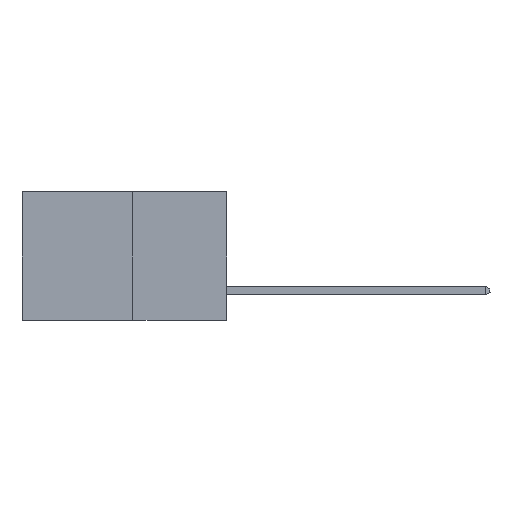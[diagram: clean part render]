
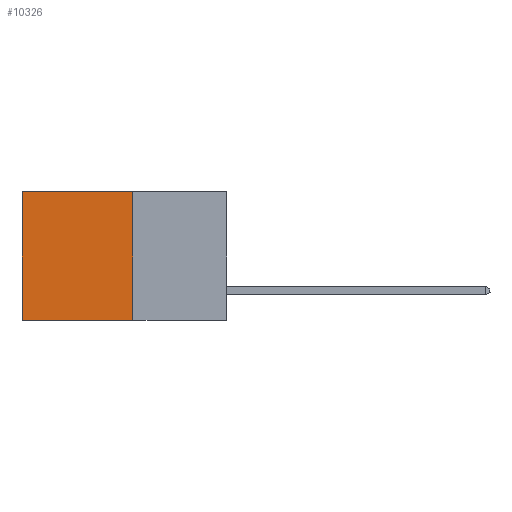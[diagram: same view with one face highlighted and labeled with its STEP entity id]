
A CAD part, left-side view. The second image highlights one B-rep face of the part: STEP entity #10326.
In plain terms, the highlighted planar face has unit normal (-1, 0, 0).
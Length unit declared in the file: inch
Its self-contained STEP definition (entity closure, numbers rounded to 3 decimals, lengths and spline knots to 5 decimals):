
#222 = CARTESIAN_POINT ( 'NONE',  ( 0.277, 0.27, -0.37 ) ) ;
#296 = LINE ( 'NONE', #7569, #10209 ) ;
#632 = CARTESIAN_POINT ( 'NONE',  ( 0.277, 0.27, -0.37 ) ) ;
#673 = DIRECTION ( 'NONE',  ( 0., 0., -1. ) ) ;
#1162 = VECTOR ( 'NONE', #673, 39.37008 ) ;
#1645 = DIRECTION ( 'NONE',  ( 0., 0., -1. ) ) ;
#2003 = CARTESIAN_POINT ( 'NONE',  ( 0.277, 0.27, 0. ) ) ;
#2072 = EDGE_CURVE ( 'NONE', #10480, #11801, #7942, .T. ) ;
#2226 = EDGE_CURVE ( 'NONE', #11801, #12251, #296, .T. ) ;
#2544 = ORIENTED_EDGE ( 'NONE', *, *, #5090, .T. ) ;
#2896 = CARTESIAN_POINT ( 'NONE',  ( 0.277, 0.27, 0. ) ) ;
#3416 = DIRECTION ( 'NONE',  ( 0., 0., -1. ) ) ;
#3565 = PLANE ( 'NONE',  #5257 ) ;
#3876 = DIRECTION ( 'NONE',  ( 0., 1., 0. ) ) ;
#4073 = LINE ( 'NONE', #9294, #1162 ) ;
#4302 = EDGE_CURVE ( 'NONE', #9143, #12251, #4073, .T. ) ;
#5090 = EDGE_CURVE ( 'NONE', #10480, #9143, #7726, .T. ) ;
#5257 = AXIS2_PLACEMENT_3D ( 'NONE', #632, #7492, #1645 ) ;
#5349 = VECTOR ( 'NONE', #3416, 39.37008 ) ;
#5519 = EDGE_LOOP ( 'NONE', ( #6799, #9295, #7423, #2544 ) ) ;
#5630 = DIRECTION ( 'NONE',  ( 0., 1., 0. ) ) ;
#6799 = ORIENTED_EDGE ( 'NONE', *, *, #4302, .T. ) ;
#7423 = ORIENTED_EDGE ( 'NONE', *, *, #2072, .F. ) ;
#7431 = VECTOR ( 'NONE', #3876, 39.37008 ) ;
#7492 = DIRECTION ( 'NONE',  ( 1., 0., 0. ) ) ;
#7569 = CARTESIAN_POINT ( 'NONE',  ( 0.277, 0.27, -0.37 ) ) ;
#7726 = LINE ( 'NONE', #2896, #7431 ) ;
#7942 = LINE ( 'NONE', #10915, #5349 ) ;
#8594 = FACE_OUTER_BOUND ( 'NONE', #5519, .T. ) ;
#9143 = VERTEX_POINT ( 'NONE', #9933 ) ;
#9294 = CARTESIAN_POINT ( 'NONE',  ( 0.277, 0.59, -0.37 ) ) ;
#9295 = ORIENTED_EDGE ( 'NONE', *, *, #2226, .F. ) ;
#9933 = CARTESIAN_POINT ( 'NONE',  ( 0.277, 0.59, 0. ) ) ;
#10209 = VECTOR ( 'NONE', #5630, 39.37008 ) ;
#10326 = ADVANCED_FACE ( 'NONE', ( #8594 ), #3565, .F. ) ;
#10480 = VERTEX_POINT ( 'NONE', #2003 ) ;
#10915 = CARTESIAN_POINT ( 'NONE',  ( 0.277, 0.27, -0.37 ) ) ;
#11207 = CARTESIAN_POINT ( 'NONE',  ( 0.277, 0.59, -0.37 ) ) ;
#11801 = VERTEX_POINT ( 'NONE', #222 ) ;
#12251 = VERTEX_POINT ( 'NONE', #11207 ) ;
